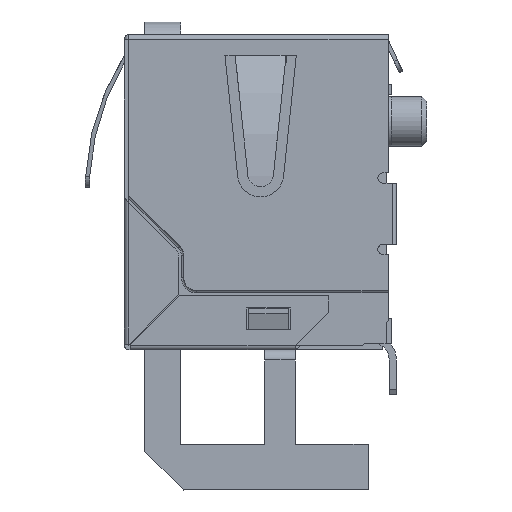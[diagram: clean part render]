
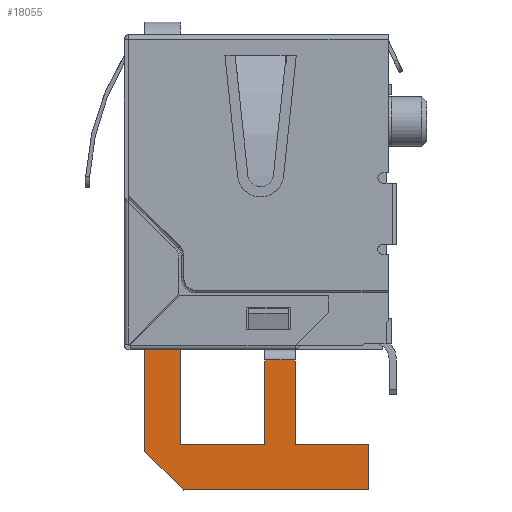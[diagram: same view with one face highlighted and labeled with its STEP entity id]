
A CAD part, left-side view. The second image highlights one B-rep face of the part: STEP entity #18055.
In plain terms, the highlighted planar face has unit normal (-1, 0, 0).
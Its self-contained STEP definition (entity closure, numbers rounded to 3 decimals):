
#2054 = CARTESIAN_POINT ( 'NONE',  ( 0.61, 11.76, -17.691 ) ) ;
#2074 = DIRECTION ( 'NONE',  ( 0., 0., 1. ) ) ;
#2075 = CARTESIAN_POINT ( 'NONE',  ( 0.61, 10.897, -14.808 ) ) ;
#2076 = DIRECTION ( 'NONE',  ( 0., -1., 0. ) ) ;
#2077 = CARTESIAN_POINT ( 'NONE',  ( 0.61, 9.982, -17.501 ) ) ;
#2078 = DIRECTION ( 'NONE',  ( 0., 0., 1. ) ) ;
#4281 = EDGE_LOOP ( 'NONE', ( #24109, #24110, #24111, #24112, #24113, #24114, #24115, #24116, #24117, #24118, #24119 ) ) ;
#6101 = LINE ( 'NONE', #2054, #6114 ) ;
#6113 = LINE ( 'NONE', #2075, #6116 ) ;
#6114 = VECTOR ( 'NONE', #2074, 1000. ) ;
#6115 = LINE ( 'NONE', #2077, #6118 ) ;
#6116 = VECTOR ( 'NONE', #2076, 1000. ) ;
#6118 = VECTOR ( 'NONE', #2078, 1000. ) ;
#11859 = CARTESIAN_POINT ( 'NONE',  ( 0.61, 5.791, -16.002 ) ) ;
#11878 = CARTESIAN_POINT ( 'NONE',  ( 0.61, 4.267, -16.002 ) ) ;
#12247 = CARTESIAN_POINT ( 'NONE',  ( 0.61, 11.76, -14.808 ) ) ;
#12335 = CARTESIAN_POINT ( 'NONE',  ( 0.61, 9.982, -14.808 ) ) ;
#13053 = EDGE_CURVE ( 'NONE', #30354, #30355, #27997, .T. ) ;
#13108 = EDGE_CURVE ( 'NONE', #30393, #30396, #28076, .T. ) ;
#13123 = EDGE_CURVE ( 'NONE', #30437, #30353, #28097, .T. ) ;
#13129 = EDGE_CURVE ( 'NONE', #30360, #30437, #28094, .T. ) ;
#13133 = EDGE_CURVE ( 'NONE', #30355, #30360, #28106, .T. ) ;
#15914 = CARTESIAN_POINT ( 'NONE',  ( 0.61, 0.635, -22.479 ) ) ;
#15945 = PLANE ( 'NONE',  #28150 ) ;
#15948 = DIRECTION ( 'NONE',  ( -1., 0., 0. ) ) ;
#15949 = DIRECTION ( 'NONE',  ( 0., 0., 1. ) ) ;
#17301 = CARTESIAN_POINT ( 'NONE',  ( 0.61, 11.76, -20.574 ) ) ;
#17303 = DIRECTION ( 'NONE',  ( 0., -0.707, -0.707 ) ) ;
#17366 = CARTESIAN_POINT ( 'NONE',  ( 0.61, 6.198, -20.193 ) ) ;
#17368 = DIRECTION ( 'NONE',  ( 0., 1., 0. ) ) ;
#17371 = CARTESIAN_POINT ( 'NONE',  ( 0.61, 0.635, -18.644 ) ) ;
#17381 = CARTESIAN_POINT ( 'NONE',  ( 0.61, 6.198, -22.479 ) ) ;
#17385 = CARTESIAN_POINT ( 'NONE',  ( 0.61, 6.198, -20.193 ) ) ;
#17386 = DIRECTION ( 'NONE',  ( 0., 1., 0. ) ) ;
#17392 = DIRECTION ( 'NONE',  ( 0., 0., 1. ) ) ;
#17397 = DIRECTION ( 'NONE',  ( 0., -1., 0. ) ) ;
#18055 = ADVANCED_FACE ( 'NONE', ( #25148 ), #15945, .T. ) ;
#23213 = CARTESIAN_POINT ( 'NONE',  ( 0.61, 4.267, -20.193 ) ) ;
#23215 = CARTESIAN_POINT ( 'NONE',  ( 0.61, 11.76, -20.574 ) ) ;
#23220 = CARTESIAN_POINT ( 'NONE',  ( 0.61, 9.855, -22.479 ) ) ;
#23229 = CARTESIAN_POINT ( 'NONE',  ( 0.61, 0.635, -22.479 ) ) ;
#23307 = CARTESIAN_POINT ( 'NONE',  ( 0.61, 5.791, -20.193 ) ) ;
#23312 = CARTESIAN_POINT ( 'NONE',  ( 0.61, 9.982, -20.193 ) ) ;
#23389 = CARTESIAN_POINT ( 'NONE',  ( 0.61, 0.635, -20.193 ) ) ;
#24109 = ORIENTED_EDGE ( 'NONE', *, *, #25830, .T. ) ;
#24110 = ORIENTED_EDGE ( 'NONE', *, *, #25820, .T. ) ;
#24111 = ORIENTED_EDGE ( 'NONE', *, *, #13108, .T. ) ;
#24112 = ORIENTED_EDGE ( 'NONE', *, *, #37447, .T. ) ;
#24113 = ORIENTED_EDGE ( 'NONE', *, *, #37446, .F. ) ;
#24114 = ORIENTED_EDGE ( 'NONE', *, *, #37445, .F. ) ;
#24115 = ORIENTED_EDGE ( 'NONE', *, *, #13053, .T. ) ;
#24116 = ORIENTED_EDGE ( 'NONE', *, *, #13133, .T. ) ;
#24117 = ORIENTED_EDGE ( 'NONE', *, *, #13129, .T. ) ;
#24118 = ORIENTED_EDGE ( 'NONE', *, *, #13123, .T. ) ;
#24119 = ORIENTED_EDGE ( 'NONE', *, *, #25808, .T. ) ;
#25148 = FACE_OUTER_BOUND ( 'NONE', #4281, .T. ) ;
#25503 = LINE ( 'NONE', #40808, #25506 ) ;
#25506 = VECTOR ( 'NONE', #40809, 1000. ) ;
#25511 = LINE ( 'NONE', #40817, #25517 ) ;
#25517 = VECTOR ( 'NONE', #40825, 1000. ) ;
#25521 = LINE ( 'NONE', #40830, #25523 ) ;
#25523 = VECTOR ( 'NONE', #40826, 1000. ) ;
#25808 = EDGE_CURVE ( 'NONE', #30353, #30095, #25503, .T. ) ;
#25820 = EDGE_CURVE ( 'NONE', #30101, #30393, #25511, .T. ) ;
#25830 = EDGE_CURVE ( 'NONE', #30095, #30101, #25521, .T. ) ;
#27997 = LINE ( 'NONE', #17301, #28001 ) ;
#28001 = VECTOR ( 'NONE', #17303, 1000. ) ;
#28076 = LINE ( 'NONE', #17366, #28081 ) ;
#28081 = VECTOR ( 'NONE', #17368, 1000. ) ;
#28094 = LINE ( 'NONE', #17371, #28110 ) ;
#28097 = LINE ( 'NONE', #17385, #28102 ) ;
#28102 = VECTOR ( 'NONE', #17386, 1000. ) ;
#28106 = LINE ( 'NONE', #17381, #28116 ) ;
#28110 = VECTOR ( 'NONE', #17392, 1000. ) ;
#28116 = VECTOR ( 'NONE', #17397, 1000. ) ;
#28150 = AXIS2_PLACEMENT_3D ( 'NONE', #15914, #15948, #15949 ) ;
#30095 = VERTEX_POINT ( 'NONE', #11878 ) ;
#30101 = VERTEX_POINT ( 'NONE', #11859 ) ;
#30140 = VERTEX_POINT ( 'NONE', #12247 ) ;
#30151 = VERTEX_POINT ( 'NONE', #12335 ) ;
#30353 = VERTEX_POINT ( 'NONE', #23213 ) ;
#30354 = VERTEX_POINT ( 'NONE', #23215 ) ;
#30355 = VERTEX_POINT ( 'NONE', #23220 ) ;
#30360 = VERTEX_POINT ( 'NONE', #23229 ) ;
#30393 = VERTEX_POINT ( 'NONE', #23307 ) ;
#30396 = VERTEX_POINT ( 'NONE', #23312 ) ;
#30437 = VERTEX_POINT ( 'NONE', #23389 ) ;
#37445 = EDGE_CURVE ( 'NONE', #30354, #30140, #6101, .T. ) ;
#37446 = EDGE_CURVE ( 'NONE', #30140, #30151, #6113, .T. ) ;
#37447 = EDGE_CURVE ( 'NONE', #30396, #30151, #6115, .T. ) ;
#40808 = CARTESIAN_POINT ( 'NONE',  ( 0.61, 4.267, -18.644 ) ) ;
#40809 = DIRECTION ( 'NONE',  ( 0., 0., 1. ) ) ;
#40817 = CARTESIAN_POINT ( 'NONE',  ( 0.61, 5.791, -18.644 ) ) ;
#40825 = DIRECTION ( 'NONE',  ( 0., 0., -1. ) ) ;
#40826 = DIRECTION ( 'NONE',  ( 0., 1., 0. ) ) ;
#40830 = CARTESIAN_POINT ( 'NONE',  ( 0.61, 6.198, -16.002 ) ) ;
